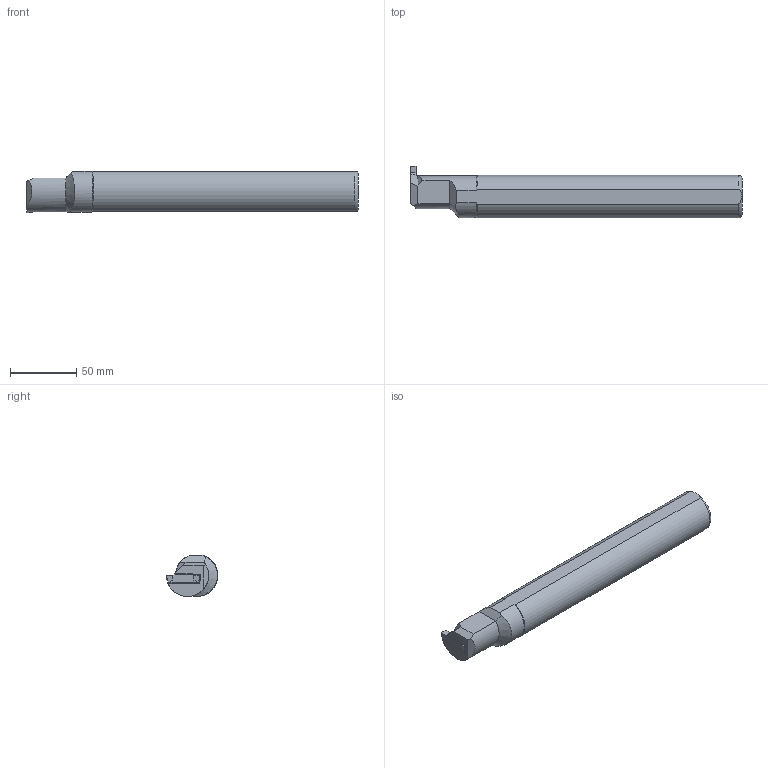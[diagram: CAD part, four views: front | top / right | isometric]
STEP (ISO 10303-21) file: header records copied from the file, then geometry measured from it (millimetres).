
FILE_DESCRIPTION(/* description */ (''),/* implementation_level */ '2;1');
FILE_NAME(/* name */ 'AIKT-K-L-32-5-T7.stp',/* time_stamp */ '2023-10-12T23:12:13+03:00',/* author */ (''),/* organization */ (''),/* preprocessor_version */ 'ST-DEVELOPER v19.4',/* originating_system */ 'SIEMENS PLM Software NX2306.3001',/* authorisation */ '');
FILE_SCHEMA (('AUTOMOTIVE_DESIGN { 1 0 10303 214 3 1 1 1 }'));
Length unit declared in the file: millimetre
Products named in the file (1): AIKT-K-R-32-5-T7_x_t_objects
Bounding box: 249.99 x 39 x 30.9 mm (x, y, z)
Volume: 187661.3 mm3; surface area: 26551.4 mm2
Topology: 2 solids, 2 shells, 74 faces, 194 edges, 124 vertices
Faces by surface type: plane 45, cylinder 19, torus 7, cone 3
Entity records: 2426 total; most frequent: CARTESIAN_POINT 561, ORIENTED_EDGE 384, DIRECTION 380, EDGE_CURVE 192, AXIS2_PLACEMENT_3D 129, VERTEX_POINT 123, LINE 122, VECTOR 122
